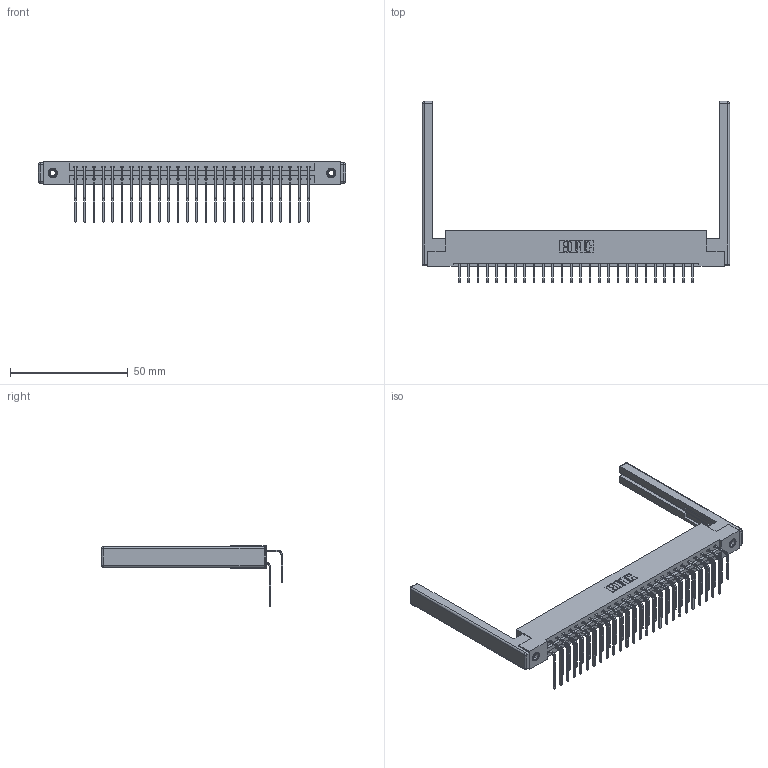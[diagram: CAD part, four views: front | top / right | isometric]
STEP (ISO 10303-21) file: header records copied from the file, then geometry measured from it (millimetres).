
FILE_DESCRIPTION (( 'STEP AP203' ), '1' );
FILE_NAME ('387-052-558-268.STEP', '2019-10-19T03:57:23', ( '' ), ( '' ), 'SwSTEP 2.0', 'SolidWorks 2016', '' );
FILE_SCHEMA (( 'CONFIG_CONTROL_DESIGN' ));
Length unit declared in the file: inch
Products named in the file (6): 345-250-001_345-250-001-102; 307-220-068; 345-292-001_558 559 Tail - 1; 387-052-558-268; 337 Part_Flush Mounting Lugs - 0.156 Dia-TI; 345-292-001_558 Tail - 2
Assembly tree (57 placements, depth 2):
  387-052-558-268
    337 Part_Flush Mounting Lugs - 0.156 Dia-TI
    345-292-001_558 559 Tail - 1  x26
    345-292-001_558 Tail - 2  x26
    345-250-001_345-250-001-102  x2
    307-220-068  x2
Bounding box: 130.45 x 76.9 x 25.53 mm (x, y, z)
Volume: 18220.1 mm3; surface area: 21026 mm2
Topology: 57 solids, 57 shells, 3180 faces, 9385 edges, 6166 vertices
Faces by surface type: plane 2238, cylinder 918, cone 12, sphere 8, torus 4
Entity records: 26772 total; most frequent: CARTESIAN_POINT 4534, ORIENTED_EDGE 4408, DIRECTION 3938, EDGE_CURVE 2204, VECTOR 1986, LINE 1986, VERTEX_POINT 1458, AXIS2_PLACEMENT_3D 976
